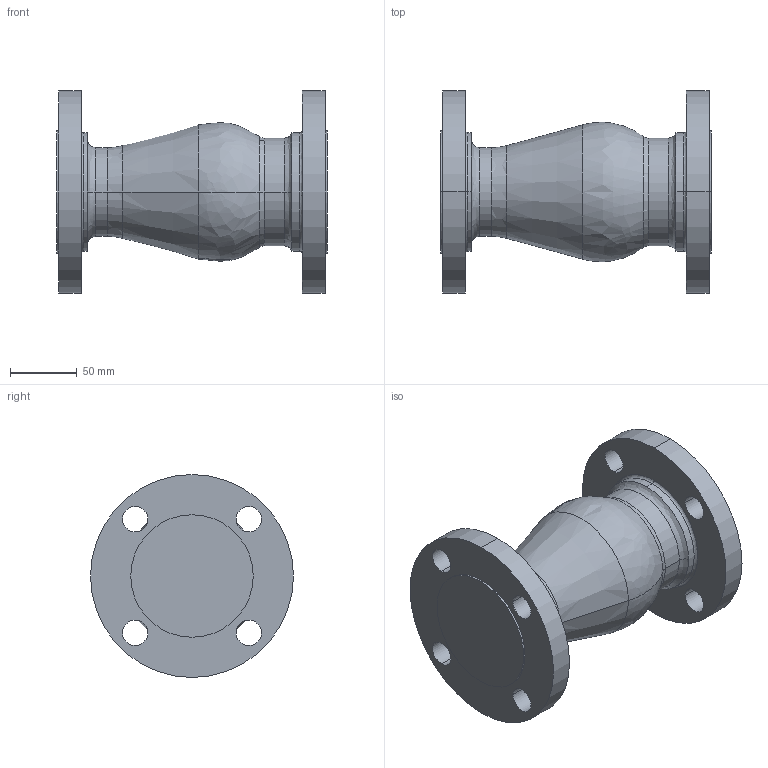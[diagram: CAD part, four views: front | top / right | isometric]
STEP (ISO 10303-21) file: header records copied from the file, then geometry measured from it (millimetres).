
FILE_DESCRIPTION (( 'STEP AP214' ), '1' );
FILE_NAME ('PDC 2-150.STEP', '2022-09-30T20:19:54', ( '' ), ( '' ), 'SwSTEP 2.0', 'SolidWorks 2017', '' );
FILE_SCHEMA (( 'AUTOMOTIVE_DESIGN' ));
Length unit declared in the file: inch
Products named in the file (1): PDC 2-150
Bounding box: 203.45 x 152.4 x 152.4 mm (x, y, z)
Volume: 1590512.2 mm3; surface area: 129777.2 mm2
Topology: 1 solids, 1 shells, 56 faces, 136 edges, 82 vertices
Faces by surface type: cylinder 32, bspline 14, plane 6, cone 4
Entity records: 2381 total; most frequent: CARTESIAN_POINT 961, DIRECTION 306, ORIENTED_EDGE 264, AXIS2_PLACEMENT_3D 135, EDGE_CURVE 132, CIRCLE 92, VERTEX_POINT 82, EDGE_LOOP 76
